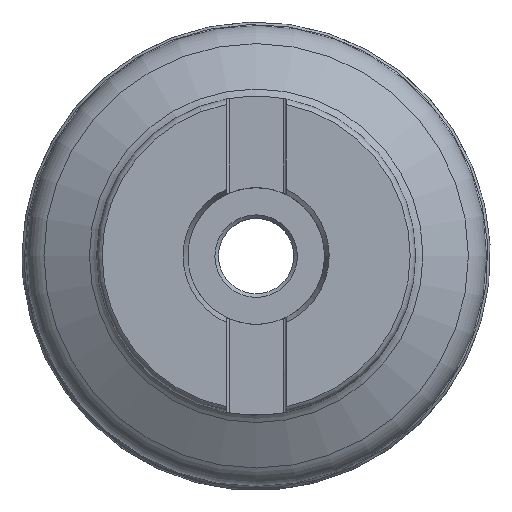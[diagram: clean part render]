
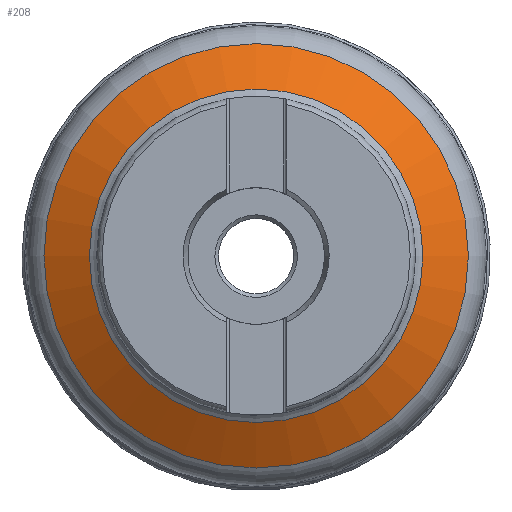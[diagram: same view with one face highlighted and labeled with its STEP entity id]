
A CAD part, top view. The second image highlights one B-rep face of the part: STEP entity #208.
In plain terms, the highlighted conical face has half-angle 60.293 degrees and reference radius 32.1 mm.
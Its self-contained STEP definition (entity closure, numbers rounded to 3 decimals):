
#153=CONICAL_SURFACE('',#1057,32.1,60.293);
#208=ADVANCED_FACE('',(#347,#348),#153,.T.);
#347=FACE_BOUND('',#451,.T.);
#348=FACE_BOUND('',#452,.T.);
#451=EDGE_LOOP('',(#590));
#452=EDGE_LOOP('',(#591));
#590=ORIENTED_EDGE('',*,*,#861,.T.);
#591=ORIENTED_EDGE('',*,*,#862,.T.);
#776=VERTEX_POINT('',#1769);
#777=VERTEX_POINT('',#1771);
#861=EDGE_CURVE('',#776,#776,#942,.T.);
#862=EDGE_CURVE('',#777,#777,#943,.T.);
#942=CIRCLE('',#1055,23.243);
#943=CIRCLE('',#1056,29.578);
#1055=AXIS2_PLACEMENT_3D('',#1768,#1187,#1188);
#1056=AXIS2_PLACEMENT_3D('',#1770,#1189,#1190);
#1057=AXIS2_PLACEMENT_3D('',#1772,#1191,#1192);
#1187=DIRECTION('',(0.,0.,-1.));
#1188=DIRECTION('',(-1.,0.,0.));
#1189=DIRECTION('',(0.,0.,1.));
#1190=DIRECTION('',(1.,0.,0.));
#1191=DIRECTION('',(0.,0.,-1.));
#1192=DIRECTION('',(-1.,0.,0.));
#1768=CARTESIAN_POINT('',(0.,0.039,25.85));
#1769=CARTESIAN_POINT('',(-23.243,0.039,25.85));
#1770=CARTESIAN_POINT('',(0.,0.039,22.236));
#1771=CARTESIAN_POINT('',(29.578,0.039,22.236));
#1772=CARTESIAN_POINT('',(0.,0.039,20.797));
